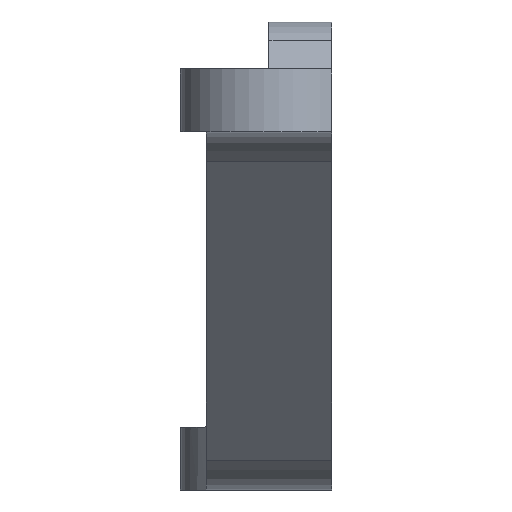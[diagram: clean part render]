
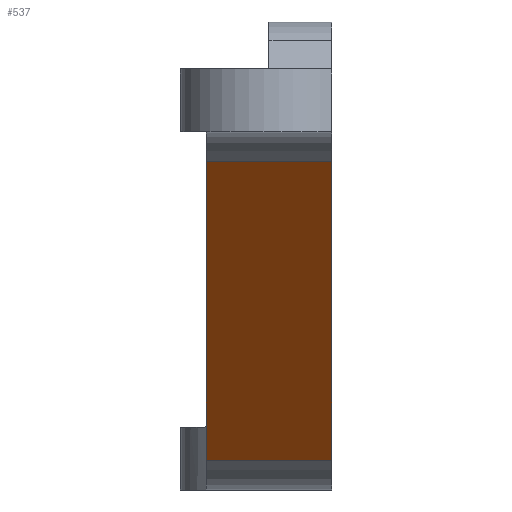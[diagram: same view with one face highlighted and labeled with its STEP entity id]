
A CAD part, front view. The second image highlights one B-rep face of the part: STEP entity #537.
In plain terms, the highlighted planar face has unit normal (0, -0.731, -0.682).
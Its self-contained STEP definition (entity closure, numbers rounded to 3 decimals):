
#9 = CARTESIAN_POINT ( 'NONE',  ( 4., 21.89, -0.954 ) ) ;
#12 = CARTESIAN_POINT ( 'NONE',  ( 4., 30.788, -10.496 ) ) ;
#55 = DIRECTION ( 'NONE',  ( 0., -0.682, 0.731 ) ) ;
#57 = ORIENTED_EDGE ( 'NONE', *, *, #706, .F. ) ;
#105 = VERTEX_POINT ( 'NONE', #12 ) ;
#184 = VECTOR ( 'NONE', #55, 1000. ) ;
#281 = VECTOR ( 'NONE', #914, 1000. ) ;
#289 = VECTOR ( 'NONE', #803, 1000. ) ;
#327 = CARTESIAN_POINT ( 'NONE',  ( 4., 10.235, 11.544 ) ) ;
#345 = EDGE_LOOP ( 'NONE', ( #57, #542, #427, #411 ) ) ;
#349 = CARTESIAN_POINT ( 'NONE',  ( 0., 30.788, -10.496 ) ) ;
#351 = EDGE_CURVE ( 'NONE', #752, #506, #580, .T. ) ;
#381 = LINE ( 'NONE', #327, #289 ) ;
#407 = EDGE_CURVE ( 'NONE', #920, #506, #607, .T. ) ;
#411 = ORIENTED_EDGE ( 'NONE', *, *, #786, .T. ) ;
#427 = ORIENTED_EDGE ( 'NONE', *, *, #407, .F. ) ;
#431 = AXIS2_PLACEMENT_3D ( 'NONE', #859, #695, #520 ) ;
#442 = CARTESIAN_POINT ( 'NONE',  ( 0., 21.89, -0.954 ) ) ;
#506 = VERTEX_POINT ( 'NONE', #616 ) ;
#520 = DIRECTION ( 'NONE',  ( -1., 0., 0. ) ) ;
#529 = FACE_OUTER_BOUND ( 'NONE', #345, .T. ) ;
#537 = ADVANCED_FACE ( 'NONE', ( #529 ), #623, .F. ) ;
#542 = ORIENTED_EDGE ( 'NONE', *, *, #351, .T. ) ;
#580 = LINE ( 'NONE', #442, #281 ) ;
#607 = LINE ( 'NONE', #838, #184 ) ;
#616 = CARTESIAN_POINT ( 'NONE',  ( 0., 21.89, -0.954 ) ) ;
#623 = PLANE ( 'NONE',  #431 ) ;
#658 = LINE ( 'NONE', #942, #984 ) ;
#695 = DIRECTION ( 'NONE',  ( 0., 0.731, 0.682 ) ) ;
#706 = EDGE_CURVE ( 'NONE', #752, #105, #381, .T. ) ;
#732 = DIRECTION ( 'NONE',  ( 1., 0., 0. ) ) ;
#752 = VERTEX_POINT ( 'NONE', #9 ) ;
#786 = EDGE_CURVE ( 'NONE', #920, #105, #658, .T. ) ;
#803 = DIRECTION ( 'NONE',  ( 0., 0.682, -0.731 ) ) ;
#838 = CARTESIAN_POINT ( 'NONE',  ( 0., 10.235, 11.544 ) ) ;
#859 = CARTESIAN_POINT ( 'NONE',  ( 0., 31.677, -11.45 ) ) ;
#914 = DIRECTION ( 'NONE',  ( -1., 0., 0. ) ) ;
#920 = VERTEX_POINT ( 'NONE', #349 ) ;
#942 = CARTESIAN_POINT ( 'NONE',  ( 4., 30.788, -10.496 ) ) ;
#984 = VECTOR ( 'NONE', #732, 1000. ) ;
